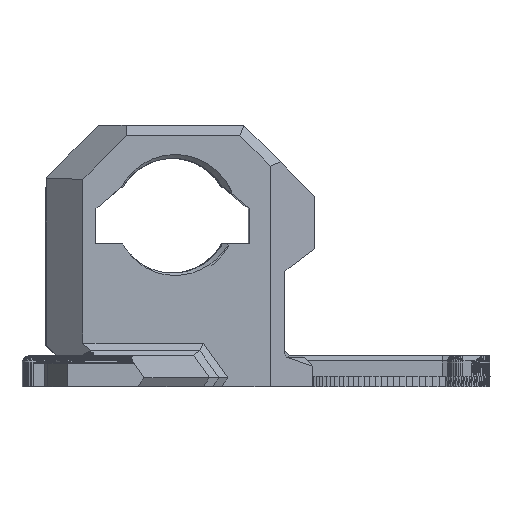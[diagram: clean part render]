
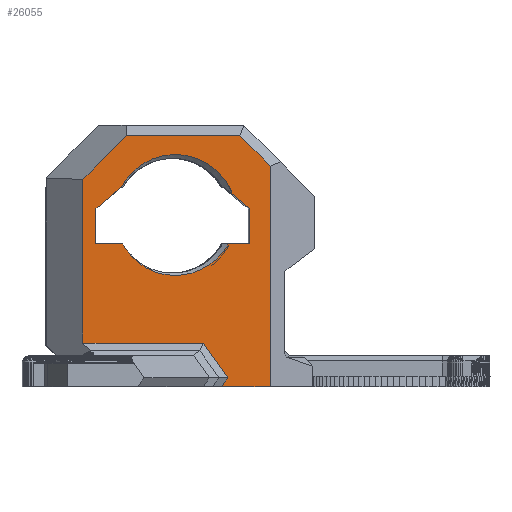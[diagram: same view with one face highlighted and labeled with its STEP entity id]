
A CAD part, front view. The second image highlights one B-rep face of the part: STEP entity #26055.
In plain terms, the highlighted planar face has unit normal (0.018, -1, 0).
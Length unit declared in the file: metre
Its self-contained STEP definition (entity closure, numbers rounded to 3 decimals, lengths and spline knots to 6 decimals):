
#107=CIRCLE('',#27819,0.005601);
#108=CIRCLE('',#27820,0.006199);
#176=B_SPLINE_CURVE_WITH_KNOTS('',3,(#40975,#40976,#40977,#40978,#40979,
#40980,#40981),.UNSPECIFIED.,.F.,.F.,(4,1,1,1,4),(0.000069,0.003069,
0.006069,0.00907,0.01207),
 .UNSPECIFIED.);
#177=B_SPLINE_CURVE_WITH_KNOTS('',3,(#40993,#40994,#40995,#40996,#40997,
#40998,#40999),.UNSPECIFIED.,.F.,.F.,(4,1,1,1,4),(0.000052,0.003072,
0.006092,0.009112,0.012131),
 .UNSPECIFIED.);
#6161=ORIENTED_EDGE('',*,*,#10476,.T.);
#6162=ORIENTED_EDGE('',*,*,#10477,.T.);
#6163=ORIENTED_EDGE('',*,*,#10478,.T.);
#6164=ORIENTED_EDGE('',*,*,#10479,.T.);
#6165=ORIENTED_EDGE('',*,*,#9651,.T.);
#6166=ORIENTED_EDGE('',*,*,#10480,.T.);
#6167=ORIENTED_EDGE('',*,*,#10481,.T.);
#6168=ORIENTED_EDGE('',*,*,#10482,.T.);
#6169=ORIENTED_EDGE('',*,*,#10483,.T.);
#6170=ORIENTED_EDGE('',*,*,#10484,.F.);
#6171=ORIENTED_EDGE('',*,*,#10485,.F.);
#6172=ORIENTED_EDGE('',*,*,#10486,.F.);
#6173=ORIENTED_EDGE('',*,*,#10487,.F.);
#6174=ORIENTED_EDGE('',*,*,#10488,.F.);
#6175=ORIENTED_EDGE('',*,*,#10489,.F.);
#6176=ORIENTED_EDGE('',*,*,#10490,.F.);
#6177=ORIENTED_EDGE('',*,*,#10491,.F.);
#6178=ORIENTED_EDGE('',*,*,#10492,.F.);
#6179=ORIENTED_EDGE('',*,*,#10493,.F.);
#6180=ORIENTED_EDGE('',*,*,#10494,.F.);
#9651=EDGE_CURVE('',#12081,#12080,#14984,.F.);
#10476=EDGE_CURVE('',#12457,#12458,#15798,.T.);
#10477=EDGE_CURVE('',#12458,#12459,#15799,.T.);
#10478=EDGE_CURVE('',#12459,#12460,#15800,.T.);
#10479=EDGE_CURVE('',#12460,#12081,#15801,.T.);
#10480=EDGE_CURVE('',#12080,#12461,#15802,.T.);
#10481=EDGE_CURVE('',#12461,#12462,#15803,.T.);
#10482=EDGE_CURVE('',#12462,#12463,#15804,.T.);
#10483=EDGE_CURVE('',#12463,#12457,#15805,.T.);
#10484=EDGE_CURVE('',#12464,#12465,#15806,.T.);
#10485=EDGE_CURVE('',#12466,#12464,#15807,.T.);
#10486=EDGE_CURVE('',#12467,#12466,#176,.T.);
#10487=EDGE_CURVE('',#12468,#12467,#107,.T.);
#10488=EDGE_CURVE('',#12469,#12468,#15808,.T.);
#10489=EDGE_CURVE('',#12470,#12469,#15809,.T.);
#10490=EDGE_CURVE('',#12471,#12470,#15810,.T.);
#10491=EDGE_CURVE('',#12472,#12471,#15811,.T.);
#10492=EDGE_CURVE('',#12473,#12472,#177,.T.);
#10493=EDGE_CURVE('',#12474,#12473,#108,.T.);
#10494=EDGE_CURVE('',#12465,#12474,#15812,.T.);
#12080=VERTEX_POINT('',#39229);
#12081=VERTEX_POINT('',#39231);
#12457=VERTEX_POINT('',#40956);
#12458=VERTEX_POINT('',#40957);
#12459=VERTEX_POINT('',#40959);
#12460=VERTEX_POINT('',#40961);
#12461=VERTEX_POINT('',#40964);
#12462=VERTEX_POINT('',#40966);
#12463=VERTEX_POINT('',#40968);
#12464=VERTEX_POINT('',#40971);
#12465=VERTEX_POINT('',#40972);
#12466=VERTEX_POINT('',#40974);
#12467=VERTEX_POINT('',#40982);
#12468=VERTEX_POINT('',#40984);
#12469=VERTEX_POINT('',#40986);
#12470=VERTEX_POINT('',#40988);
#12471=VERTEX_POINT('',#40990);
#12472=VERTEX_POINT('',#40992);
#12473=VERTEX_POINT('',#41000);
#12474=VERTEX_POINT('',#41002);
#14984=LINE('',#39230,#18268);
#15798=LINE('',#40955,#19082);
#15799=LINE('',#40958,#19083);
#15800=LINE('',#40960,#19084);
#15801=LINE('',#40962,#19085);
#15802=LINE('',#40963,#19086);
#15803=LINE('',#40965,#19087);
#15804=LINE('',#40967,#19088);
#15805=LINE('',#40969,#19089);
#15806=LINE('',#40970,#19090);
#15807=LINE('',#40973,#19091);
#15808=LINE('',#40985,#19092);
#15809=LINE('',#40987,#19093);
#15810=LINE('',#40989,#19094);
#15811=LINE('',#40991,#19095);
#15812=LINE('',#41003,#19096);
#18268=VECTOR('',#32445,1.);
#19082=VECTOR('',#34167,1.);
#19083=VECTOR('',#34168,1.);
#19084=VECTOR('',#34169,1.);
#19085=VECTOR('',#34170,1.);
#19086=VECTOR('',#34171,1.);
#19087=VECTOR('',#34172,1.);
#19088=VECTOR('',#34173,1.);
#19089=VECTOR('',#34174,1.);
#19090=VECTOR('',#34175,1.);
#19091=VECTOR('',#34176,1.);
#19092=VECTOR('',#34179,1.);
#19093=VECTOR('',#34180,1.);
#19094=VECTOR('',#34181,1.);
#19095=VECTOR('',#34182,1.);
#19096=VECTOR('',#34185,1.);
#20913=EDGE_LOOP('',(#6161,#6162,#6163,#6164,#6165,#6166,#6167,#6168,#6169));
#20914=EDGE_LOOP('',(#6170,#6171,#6172,#6173,#6174,#6175,#6176,#6177,#6178,
#6179,#6180));
#22668=FACE_BOUND('',#20913,.T.);
#22669=FACE_BOUND('',#20914,.T.);
#24411=PLANE('',#27818);
#26055=ADVANCED_FACE('',(#22668,#22669),#24411,.T.);
#27818=AXIS2_PLACEMENT_3D('',#40954,#34165,#34166);
#27819=AXIS2_PLACEMENT_3D('',#40983,#34177,#34178);
#27820=AXIS2_PLACEMENT_3D('',#41001,#34183,#34184);
#32445=DIRECTION('',(-1.,-0.017,0.));
#34165=DIRECTION('',(0.017,-1.,0.));
#34166=DIRECTION('',(-1.,-0.017,0.));
#34167=DIRECTION('',(0.,0.,-1.));
#34168=DIRECTION('',(1.,0.017,0.));
#34169=DIRECTION('',(0.577,0.01,-0.816));
#34170=DIRECTION('',(-0.577,-0.01,-0.816));
#34171=DIRECTION('',(0.,0.,1.));
#34172=DIRECTION('',(-0.707,-0.012,0.707));
#34173=DIRECTION('',(-1.,-0.017,0.));
#34174=DIRECTION('',(-0.707,-0.012,-0.707));
#34175=DIRECTION('',(0.,0.,1.));
#34176=DIRECTION('',(1.,0.017,0.));
#34177=DIRECTION('',(0.017,-1.,0.));
#34178=DIRECTION('',(1.,0.017,0.));
#34179=DIRECTION('',(1.,0.017,0.));
#34180=DIRECTION('',(0.,0.,-1.));
#34181=DIRECTION('',(-0.76,-0.013,-0.65));
#34182=DIRECTION('',(-1.,-0.017,0.));
#34183=DIRECTION('',(0.017,-1.,0.));
#34184=DIRECTION('',(1.,0.017,0.));
#34185=DIRECTION('',(-0.76,-0.013,0.65));
#39229=CARTESIAN_POINT('',(0.004895,-0.011049,0.));
#39230=CARTESIAN_POINT('',(0.003704,-0.011069,0.));
#39231=CARTESIAN_POINT('',(0.000143,-0.011132,0.));
#40954=CARTESIAN_POINT('',(-0.00353,-0.011196,0.01221));
#40955=CARTESIAN_POINT('',(-0.013395,-0.011368,0.01221));
#40956=CARTESIAN_POINT('',(-0.013395,-0.011368,0.020264));
#40957=CARTESIAN_POINT('',(-0.013395,-0.011368,0.00425));
#40958=CARTESIAN_POINT('',(-0.00353,-0.011196,0.00425));
#40959=CARTESIAN_POINT('',(-0.001637,-0.011163,0.00425));
#40960=CARTESIAN_POINT('',(-0.00602,-0.011239,0.010449));
#40961=CARTESIAN_POINT('',(0.000756,-0.011121,0.000866));
#40962=CARTESIAN_POINT('',(-0.000163,-0.011137,-0.000433));
#40963=CARTESIAN_POINT('',(0.004895,-0.011049,0.01221));
#40964=CARTESIAN_POINT('',(0.004895,-0.011049,0.021535));
#40965=CARTESIAN_POINT('',(0.005344,-0.011041,0.021086));
#40966=CARTESIAN_POINT('',(0.001924,-0.0111,0.024507));
#40967=CARTESIAN_POINT('',(-0.00353,-0.011196,0.024507));
#40968=CARTESIAN_POINT('',(-0.009153,-0.011294,0.024507));
#40969=CARTESIAN_POINT('',(-0.012489,-0.011352,0.02117));
#40970=CARTESIAN_POINT('',(0.002875,-0.011084,0.01221));
#40971=CARTESIAN_POINT('',(0.002875,-0.011084,0.013935));
#40972=CARTESIAN_POINT('',(0.002875,-0.011084,0.017373));
#40973=CARTESIAN_POINT('',(-0.00353,-0.011196,0.013935));
#40974=CARTESIAN_POINT('',(0.000808,-0.01112,0.013935));
#40975=CARTESIAN_POINT('',(-0.009197,-0.011295,0.013453));
#40976=CARTESIAN_POINT('',(-0.008648,-0.011285,0.012605));
#40977=CARTESIAN_POINT('',(-0.007112,-0.011258,0.01122));
#40978=CARTESIAN_POINT('',(-0.004049,-0.011205,0.010603));
#40979=CARTESIAN_POINT('',(-0.001108,-0.011153,0.011553));
#40980=CARTESIAN_POINT('',(0.000317,-0.011128,0.013053));
#40981=CARTESIAN_POINT('',(0.000808,-0.01112,0.013935));
#40982=CARTESIAN_POINT('',(-0.009197,-0.011295,0.013453));
#40983=CARTESIAN_POINT('',(-0.004623,-0.011215,0.016685));
#40984=CARTESIAN_POINT('',(-0.009502,-0.0113,0.013935));
#40985=CARTESIAN_POINT('',(-0.00353,-0.011196,0.013935));
#40986=CARTESIAN_POINT('',(-0.012122,-0.011346,0.013935));
#40987=CARTESIAN_POINT('',(-0.012122,-0.011346,0.01221));
#40988=CARTESIAN_POINT('',(-0.012122,-0.011346,0.017373));
#40989=CARTESIAN_POINT('',(-0.009712,-0.011304,0.019435));
#40990=CARTESIAN_POINT('',(-0.009713,-0.011304,0.019435));
#40991=CARTESIAN_POINT('',(-0.00353,-0.011196,0.019435));
#40992=CARTESIAN_POINT('',(-0.009641,-0.011302,0.019435));
#40993=CARTESIAN_POINT('',(0.000448,-0.011126,0.020248));
#40994=CARTESIAN_POINT('',(-0.000169,-0.011137,0.021054));
#40995=CARTESIAN_POINT('',(-0.001779,-0.011165,0.02236));
#40996=CARTESIAN_POINT('',(-0.004861,-0.011219,0.022899));
#40997=CARTESIAN_POINT('',(-0.0078,-0.01127,0.0219));
#40998=CARTESIAN_POINT('',(-0.009189,-0.011294,0.020344));
#40999=CARTESIAN_POINT('',(-0.009641,-0.011302,0.019435));
#41000=CARTESIAN_POINT('',(0.000448,-0.011126,0.020248));
#41001=CARTESIAN_POINT('',(-0.004623,-0.011215,0.016685));
#41002=CARTESIAN_POINT('',(0.0012,-0.011113,0.018807));
#41003=CARTESIAN_POINT('',(0.001727,-0.011104,0.018355));
